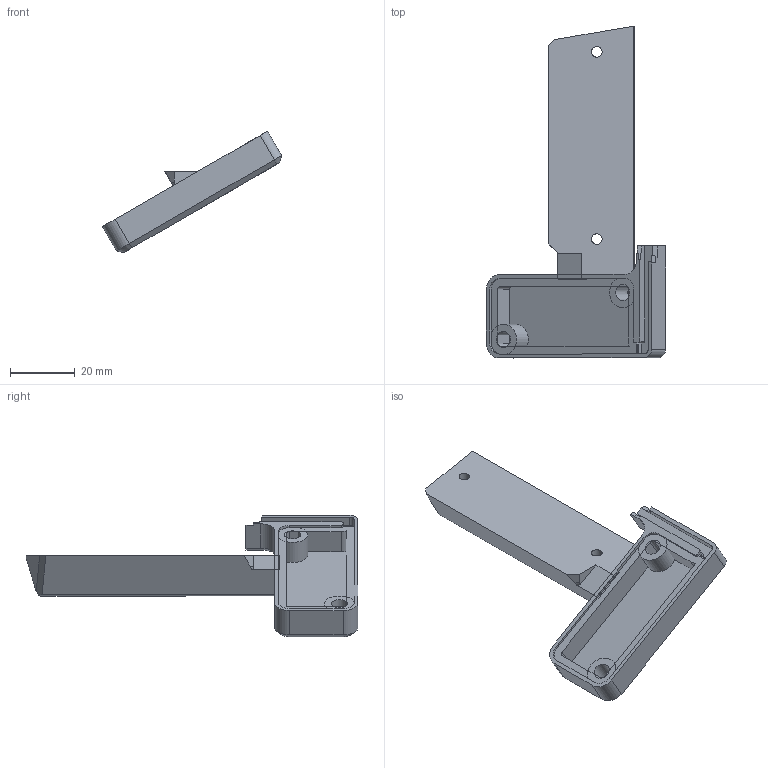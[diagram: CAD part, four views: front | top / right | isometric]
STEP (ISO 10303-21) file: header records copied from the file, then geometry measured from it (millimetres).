
FILE_DESCRIPTION(('HOOPS Exchange Step'),'2;1');
FILE_NAME('temp_export','2024-03-28T18:40:28-05:00',('vinniefranco'),('Shapr3D Limited'),'HOOPS Exchange 2023.2','Shapr3D','Authorized');
FILE_SCHEMA( ('AUTOMOTIVE_DESIGN { 1 0 10303 214 1 1 1 1 }') );
Length unit declared in the file: millimetre
Products named in the file (2): Thumb Holes (1); Thumb cluster
Assembly tree (1 placements, depth 2):
  Thumb cluster
    Thumb Holes (1)
Bounding box: 55.51 x 102.8 x 37.66 mm (x, y, z)
Volume: 23520.9 mm3; surface area: 12336.2 mm2
Topology: 4 solids, 4 shells, 91 faces, 246 edges, 166 vertices
Faces by surface type: plane 59, cylinder 26, cone 6
Full cylindrical faces by diameter (mm): 3.3 x2, 5 x2, 5.6 x2, 9.4 x2
Entity records: 2947 total; most frequent: CARTESIAN_POINT 517, DIRECTION 503, ORIENTED_EDGE 492, EDGE_CURVE 246, VECTOR 171, LINE 171, AXIS2_PLACEMENT_3D 166, VERTEX_POINT 166
